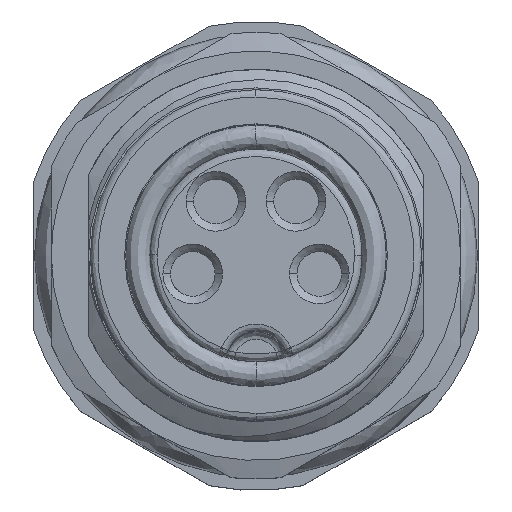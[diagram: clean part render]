
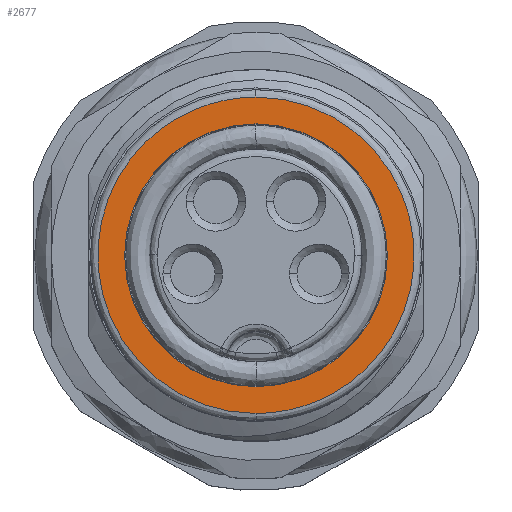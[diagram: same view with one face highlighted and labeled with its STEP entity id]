
A CAD part, top view. The second image highlights one B-rep face of the part: STEP entity #2677.
In plain terms, the highlighted planar face has unit normal (0, 0, 1).
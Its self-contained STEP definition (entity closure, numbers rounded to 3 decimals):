
#47 = CARTESIAN_POINT ( 'NONE',  ( 0., -4.25, 0. ) ) ;
#48 =( BOUNDED_CURVE ( )  B_SPLINE_CURVE ( 3, ( #47, #111, #5485, #149 ),
 .UNSPECIFIED., .F., .T. ) 
 B_SPLINE_CURVE_WITH_KNOTS ( ( 4, 4 ),
 ( 0., 1. ),
 .UNSPECIFIED. ) 
 CURVE ( )  GEOMETRIC_REPRESENTATION_ITEM ( )  RATIONAL_B_SPLINE_CURVE ( ( 1., 0.333, 0.333, 1. ) ) 
 REPRESENTATION_ITEM ( '' )  );
#111 = CARTESIAN_POINT ( 'NONE',  ( -8.5, -4.25, 0. ) ) ;
#149 = CARTESIAN_POINT ( 'NONE',  ( 0., 4.25, 0. ) ) ;
#411 =( BOUNDED_CURVE ( )  B_SPLINE_CURVE ( 3, ( #9265, #3953, #10154, #4856 ),
 .UNSPECIFIED., .F., .T. ) 
 B_SPLINE_CURVE_WITH_KNOTS ( ( 4, 4 ),
 ( 0., 1. ),
 .UNSPECIFIED. ) 
 CURVE ( )  GEOMETRIC_REPRESENTATION_ITEM ( )  RATIONAL_B_SPLINE_CURVE ( ( 1., 0.333, 0.333, 1. ) ) 
 REPRESENTATION_ITEM ( '' )  );
#617 = EDGE_CURVE ( 'NONE', #4090, #2975, #9256, .T. ) ;
#905 = DIRECTION ( 'NONE',  ( -1., 0., 0. ) ) ;
#1608 = ORIENTED_EDGE ( 'NONE', *, *, #8593, .T. ) ;
#2564 = CIRCLE ( 'NONE', #6701, 3.53 ) ;
#2657 = CARTESIAN_POINT ( 'NONE',  ( 0., 0., 0. ) ) ;
#2677 = ADVANCED_FACE ( 'NONE', ( #5917, #7164 ), #7782, .F. ) ;
#2930 = ORIENTED_EDGE ( 'NONE', *, *, #10003, .F. ) ;
#2975 = VERTEX_POINT ( 'NONE', #10160 ) ;
#3337 = DIRECTION ( 'NONE',  ( 0., 0., -1. ) ) ;
#3402 = DIRECTION ( 'NONE',  ( 0., 0., -1. ) ) ;
#3682 = EDGE_LOOP ( 'NONE', ( #2930, #6151 ) ) ;
#3926 = CARTESIAN_POINT ( 'NONE',  ( 0., -4.25, 0. ) ) ;
#3953 = CARTESIAN_POINT ( 'NONE',  ( 8.5, 4.25, 0. ) ) ;
#4090 = VERTEX_POINT ( 'NONE', #11460 ) ;
#4091 = VERTEX_POINT ( 'NONE', #8071 ) ;
#4457 = CARTESIAN_POINT ( 'NONE',  ( 0., 0., 0. ) ) ;
#4856 = CARTESIAN_POINT ( 'NONE',  ( 0., -4.25, 0. ) ) ;
#5485 = CARTESIAN_POINT ( 'NONE',  ( -8.5, 4.25, 0. ) ) ;
#5917 = FACE_BOUND ( 'NONE', #9352, .T. ) ;
#6151 = ORIENTED_EDGE ( 'NONE', *, *, #10548, .F. ) ;
#6232 = DIRECTION ( 'NONE',  ( -1., 0., 0. ) ) ;
#6701 = AXIS2_PLACEMENT_3D ( 'NONE', #8620, #3337, #9509 ) ;
#7164 = FACE_OUTER_BOUND ( 'NONE', #3682, .T. ) ;
#7782 = PLANE ( 'NONE',  #7828 ) ;
#7828 = AXIS2_PLACEMENT_3D ( 'NONE', #4457, #11507, #6232 ) ;
#8071 = CARTESIAN_POINT ( 'NONE',  ( 0., 4.25, 0. ) ) ;
#8523 = AXIS2_PLACEMENT_3D ( 'NONE', #2657, #3402, #905 ) ;
#8590 = ORIENTED_EDGE ( 'NONE', *, *, #617, .T. ) ;
#8593 = EDGE_CURVE ( 'NONE', #2975, #4090, #2564, .T. ) ;
#8620 = CARTESIAN_POINT ( 'NONE',  ( 0., 0., 0. ) ) ;
#9256 = CIRCLE ( 'NONE', #8523, 3.53 ) ;
#9265 = CARTESIAN_POINT ( 'NONE',  ( 0., 4.25, 0. ) ) ;
#9352 = EDGE_LOOP ( 'NONE', ( #8590, #1608 ) ) ;
#9509 = DIRECTION ( 'NONE',  ( -1., 0., 0. ) ) ;
#10003 = EDGE_CURVE ( 'NONE', #10185, #4091, #48, .T. ) ;
#10154 = CARTESIAN_POINT ( 'NONE',  ( 8.5, -4.25, 0. ) ) ;
#10160 = CARTESIAN_POINT ( 'NONE',  ( 3.53, 0., 0. ) ) ;
#10185 = VERTEX_POINT ( 'NONE', #3926 ) ;
#10548 = EDGE_CURVE ( 'NONE', #4091, #10185, #411, .T. ) ;
#11460 = CARTESIAN_POINT ( 'NONE',  ( -3.53, 0., 0. ) ) ;
#11507 = DIRECTION ( 'NONE',  ( 0., 0., -1. ) ) ;
